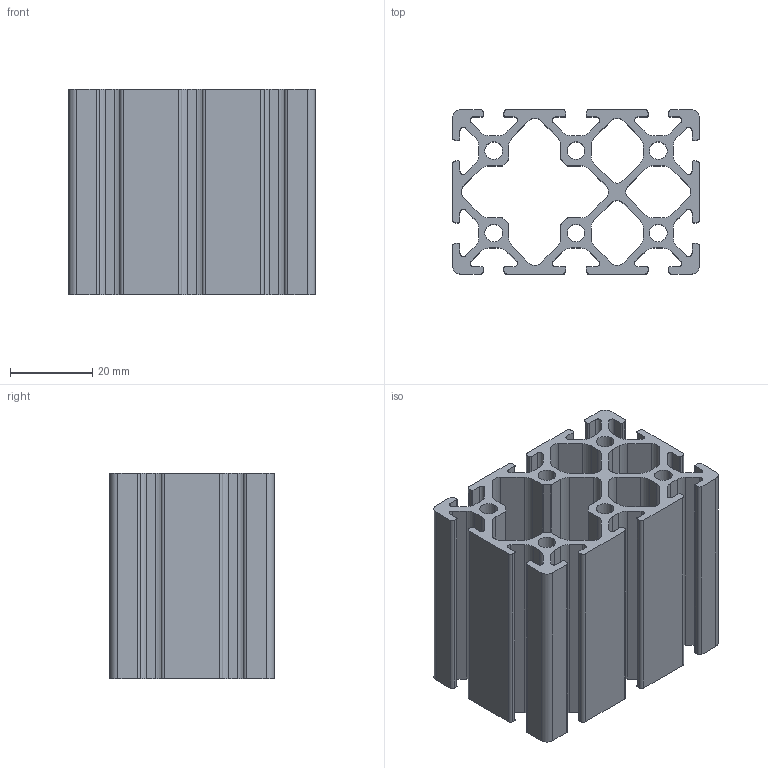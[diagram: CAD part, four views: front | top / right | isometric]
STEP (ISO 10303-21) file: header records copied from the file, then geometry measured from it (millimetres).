
FILE_DESCRIPTION (( 'STEP AP214' ), '1' );
FILE_NAME ('BASE05E0035-Profilé 5 60x40.step', '2023-03-24T09:34:43', ( 'Altae' ), ( '' ), 'SwSTEP 2.0', 'SolidWorks 2021', '' );
FILE_SCHEMA (( 'AUTOMOTIVE_DESIGN' ));
Length unit declared in the file: millimetre
Products named in the file (1): BASE05E0035-Profilé 5 60x40
Bounding box: 60 x 40 x 50 mm (x, y, z)
Volume: 38501.1 mm3; surface area: 37390.5 mm2
Topology: 1 solids, 1 shells, 266 faces, 792 edges, 528 vertices
Faces by surface type: cylinder 142, plane 124
Entity records: 9094 total; most frequent: DIRECTION 1610, CARTESIAN_POINT 1587, ORIENTED_EDGE 1584, EDGE_CURVE 792, AXIS2_PLACEMENT_3D 551, VERTEX_POINT 528, LINE 508, VECTOR 508
